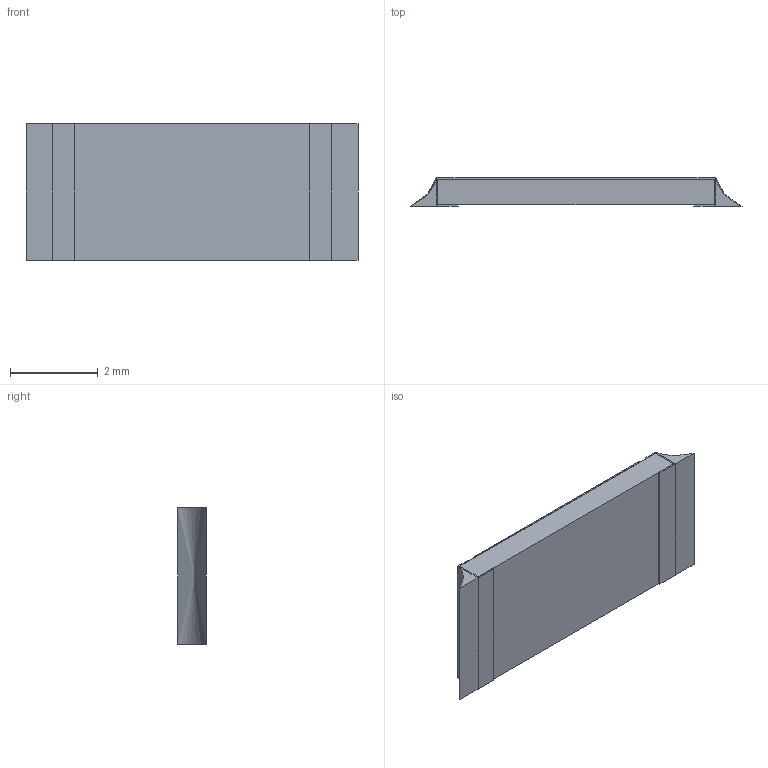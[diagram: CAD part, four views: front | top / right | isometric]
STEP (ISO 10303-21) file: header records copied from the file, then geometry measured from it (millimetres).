
FILE_DESCRIPTION(('STEP AP242'), '1');
FILE_NAME('RES-2512-H0.65', '', ('UNSPECIFIED'), ('UNSPECIFIED'), 'C3D Converter', 'C3D Toolkit', '');
FILE_SCHEMA(('AP242_MANAGED_MODEL_BASED_3D_ENGINEERING_MIM_LF { 1 0 10303 442 1 1 4 }'));
Length unit declared in the file: millimetre
Products named in the file (1): SR2512MK-071R1L
Bounding box: 7.55 x 0.65 x 3.1 mm (x, y, z)
Volume: 13.1 mm3; surface area: 117.1 mm2
Topology: 6 solids, 6 shells, 50 faces, 114 edges, 76 vertices
Faces by surface type: plane 48, extrusion 2
Entity records: 1852 total; most frequent: CARTESIAN_POINT 253, ORIENTED_EDGE 228, DIRECTION 210, EDGE_CURVE 114, VECTOR 112, LINE 110, VERTEX_POINT 76, COLOUR_RGB 56
